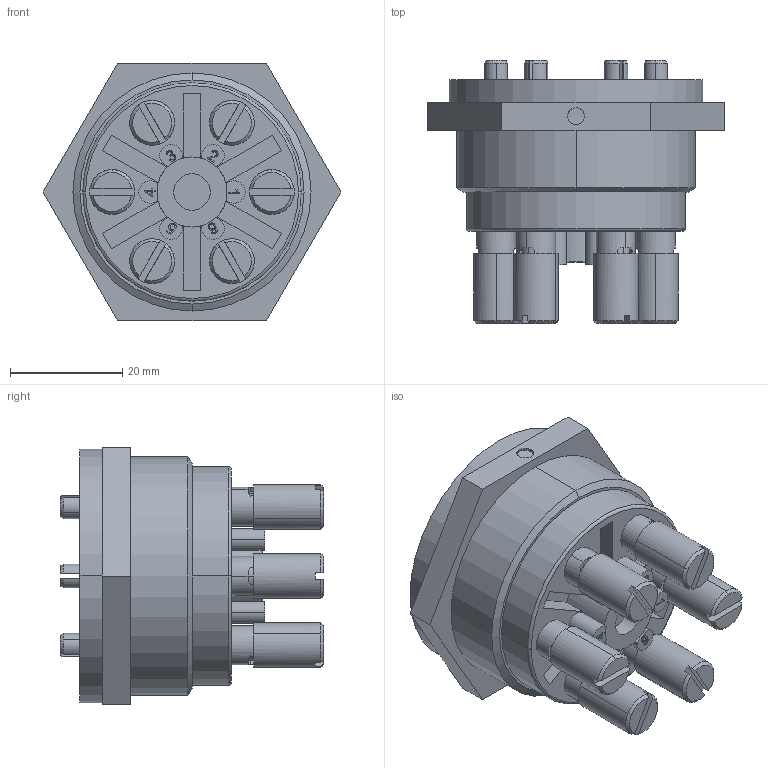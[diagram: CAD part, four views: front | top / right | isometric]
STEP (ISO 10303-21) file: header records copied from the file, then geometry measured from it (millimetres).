
FILE_DESCRIPTION (( 'STEP AP203' ), '1' );
FILE_NAME ('8171_06-RL.STEP', '2015-09-14T10:55:36', ( '' ), ( '' ), 'SwSTEP 2.0', 'SolidWorks 2015', '' );
FILE_SCHEMA (( 'CONFIG_CONTROL_DESIGN' ));
Length unit declared in the file: millimetre
Products named in the file (9): 81_000_01_62_0; 81_719_06_90_3_Ausf”rung 1; 81_009_01_62_0_vernietet; 506_298_0_lieferzustand; 81_009_01_92_0; 81_713_06_62_0; 81_710_06_62_0_Pressmasse_3d export; 8171_06-RL; 81_710_06_62_0_3d export
Assembly tree (18 placements, depth 3):
  8171_06-RL
    81_710_06_62_0_3d export
      81_719_06_90_3_Ausf”rung 1
      81_713_06_62_0  x6
      81_710_06_62_0_Pressmasse_3d export
    81_000_01_62_0  x6
      81_009_01_92_0
      81_009_01_62_0_vernietet
      506_298_0_lieferzustand
Bounding box: 53.12 x 46.99 x 46 mm (x, y, z)
Volume: 37918.2 mm3; surface area: 27202.3 mm2
Topology: 26 solids, 26 shells, 964 faces, 2415 edges, 1494 vertices
Faces by surface type: plane 366, cylinder 229, cone 158, bspline 109, torus 102
Entity records: 19766 total; most frequent: CARTESIAN_POINT 7304, ORIENTED_EDGE 2406, DIRECTION 2245, EDGE_CURVE 1203, AXIS2_PLACEMENT_3D 831, VERTEX_POINT 774, LINE 583, VECTOR 583
